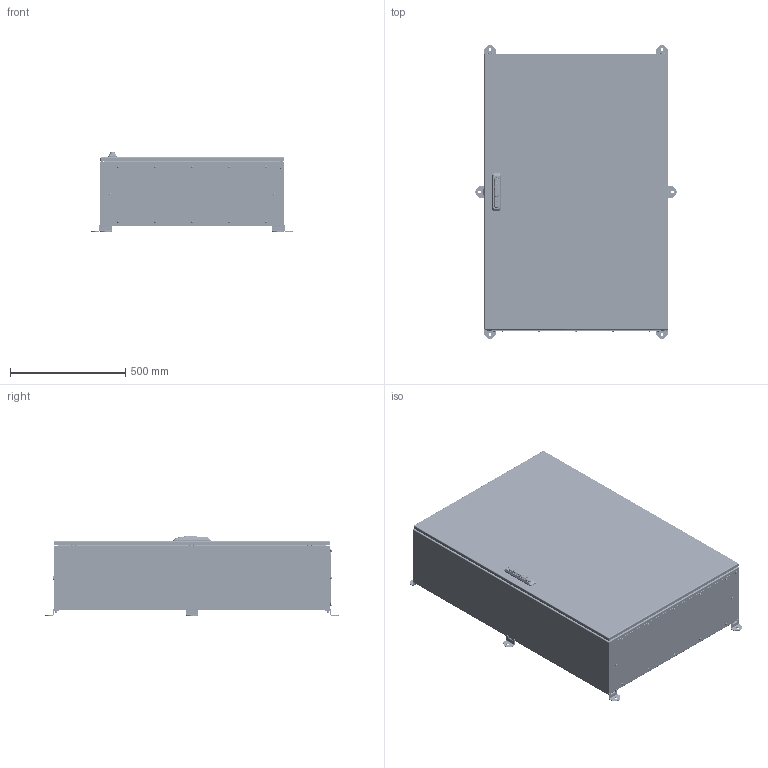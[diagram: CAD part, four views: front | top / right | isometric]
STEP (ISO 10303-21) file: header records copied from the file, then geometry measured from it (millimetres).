
FILE_DESCRIPTION (( 'STEP AP214' ), '1' );
FILE_NAME ('31.080.120.30.STEP', '2025-11-26T04:33:40', ( '' ), ( '' ), 'SwSTEP 2.0', 'SolidWorks 2021', '' );
FILE_SCHEMA (( 'AUTOMOTIVE_DESIGN' ));
Length unit declared in the file: millimetre
Products named in the file (52): Øàðíèð îòâåòíàÿ ÷àñòü; 3.step; Çíàê çàçåìëåíèÿ ô20ìì; 7.step; 31.080.120.00-01 ﾄ粢; Âèíò DIN 967 Ì5õ16 ñ ïîëóêðóãëîé ãîëîâêîé ñ êðåñòîîáðàçíûì øëèöåì; 31.080.120.30-02 扻豵鵨; Ñèëèêîíîâàÿ çàãëóøêà çàçåìëåíèÿ D12; 10.000.120.00-06; 4.step; 31.080.120.00-04 捘; Øïèëüêà ïðèâàðíàÿ Ì6õ16; Äåðæàòåëü êðóãëîé òÿãè; 31.080.120.00-04 Ìîíòàæíàÿ ïàíåëü; ﾘ琺矜 ⅰⅱ浯; 10.step; 2.step; 31.000.120.30-08 捘; 1.step; 31.080.000.30-03 Êðûøêà; Øïèëüêà ïðèâàðíàÿ Ì6õ25; Âèíò Ì4; 31.080.000.30-03 捘; 5.step; Ãàéêà M6 DIN6923.step; Øàéáà îöèíêîâàííàÿ Ì8; Çàêëåïêà ðåçüáîâàÿ Ì8 ãëóõàÿ øåñòèãðàííàÿ ñ óìåíüøåííûì áîðòîì; 6.step; Øàðíèð ïðèâàðíàÿ ÷àñòü; Íàêîíå÷íèê òÿãè Ì8; 11.step; Çóá÷àòàÿ øàéáà Ì5; 31.080.120.30-02 捘; Âòóëêà øàðíèðà; 31.080.120.00-01 捘; 006.DD.CC.step; Ãàñêåòèíã êðûøêè W800D300; Øàðíèð âíåøíÿÿ ÷àñòü; ﾒ聰 葢褞浯 ﾍ600; Çàêëåïêà ðåçüáîâàÿ Ì5 øåñòèãðàííàÿ ñ óìåíüøåííûì áîðòîì ...
Assembly tree (147 placements, depth 4):
  31.080.120.30
    31.080.120.30-02 捘
      31.080.120.30-02 扻豵鵨
      Øïèëüêà ïðèâàðíàÿ Ì6õ25  x6
      Çàêëåïêà ðåçüáîâàÿ Ì8 ãëóõàÿ øåñòèãðàííàÿ ñ óìåíüøåííûì áîðòîì  x6
      Çàêëåïêà ðåçüáîâàÿ Ì5 øåñòèãðàííàÿ ñ óìåíüøåííûì áîðòîì  x12
    31.000.120.30-08 捘  x2
      31.000.120.30-08 Áîêîâàÿ ñòåíêà
      Øïèëüêà ïðèâàðíàÿ Ì6õ16
    Øàðíèð âíåøíÿÿ ÷àñòü  x3
    Øàðíèð îòâåòíàÿ ÷àñòü  x3
    Âèíò Ì4  x6
    Âòóëêà øàðíèðà  x3
    31.080.120.00-01 捘
      31.080.120.00-01 ﾄ粢
      Øïèëüêà ïðèâàðíàÿ Ì6õ16  x4
      Øàðíèð ïðèâàðíàÿ ÷àñòü  x3
      Ãàñêåòèíã äâåðè 800õ1200
      10.000.120.00-06  x2
      006.DD.CC.step
        1.step
        2.step
        3.step
        4.step
        5.step
        6.step
        7.step  x2
        8.step
        9.step
        10.step
        11.step
      Äåðæàòåëü êðóãëîé òÿãè  x2
      ﾘ琺矜 ⅰⅱ浯  x2
      S3B4504 ????????.stp
      ﾒ聰 葢褞浯 ﾍ500
      ﾒ聰 葢褞浯 ﾍ600
      Íàêîíå÷íèê òÿãè Ì8  x2
    31.080.000.30-03 捘
      31.080.000.30-03 Êðûøêà
      Ãàñêåòèíã êðûøêè W800D300
    Âèíò DIN 967 Ì5õ16 ñ ïîëóêðóãëîé ãîëîâêîé ñ êðåñòîîáðàçíûì øëèöåì  x12
    31.080.120.00-04 捘
      31.080.120.00-04 Ìîíòàæíàÿ ïàíåëü
      Çàêëåïêà ðåçüáîâàÿ Ì6 øåñòèãðàííàÿ ñ óìåíüøåííûì áîðòîì  x4
      Çíàê çàçåìëåíèÿ ô20ìì  x4
    Ãàéêà M6 DIN6923.step  x6
    Ïðîñòàâêà  x6
    妈眚 DIN 912-󋔊0-Zn  x6
    Íàñòåííîå êðåïëåíèå  x6
    Ñèëèêîíîâàÿ çàãëóøêà çàçåìëåíèÿ D12  x3
    Ñèëèêîíîâàÿ çàãëóøêà øàðíèð D4,5  x6
    Øàéáà îöèíêîâàííàÿ Ì8  x6
    Çóá÷àòàÿ øàéáà Ì5  x2
Bounding box: 874.84 x 1274.84 x 344 mm (x, y, z)
Volume: 7422192.4 mm3; surface area: 8954099.7 mm2
Topology: 144 solids, 144 shells, 6464 faces, 17115 edges, 11091 vertices
Faces by surface type: plane 2965, cylinder 2605, cone 381, torus 274, bspline 202, sphere 37
Entity records: 107895 total; most frequent: CARTESIAN_POINT 39924, ORIENTED_EDGE 14290, DIRECTION 12920, EDGE_CURVE 7145, VERTEX_POINT 4696, AXIS2_PLACEMENT_3D 4399, VECTOR 4122, LINE 4122
